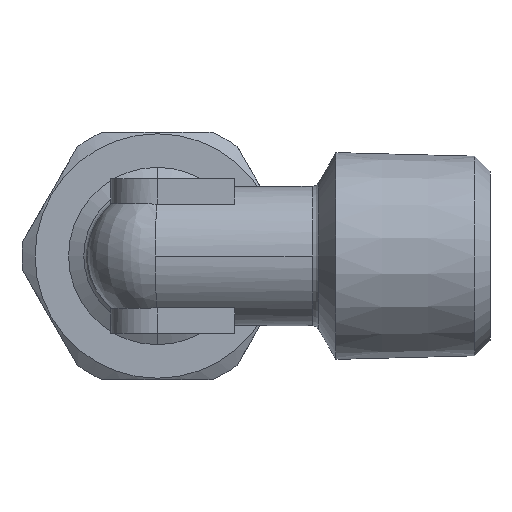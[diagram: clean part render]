
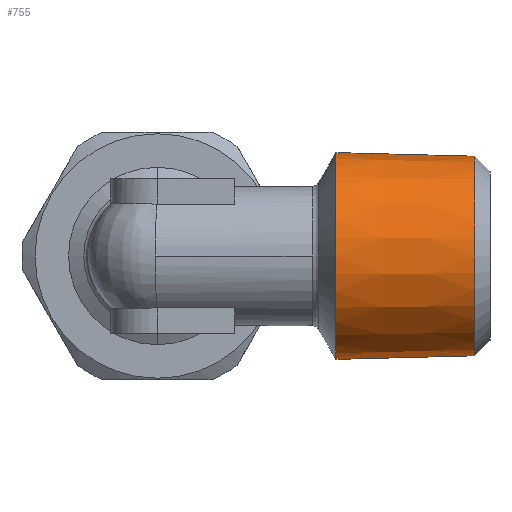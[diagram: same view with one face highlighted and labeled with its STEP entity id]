
A CAD part, left-side view. The second image highlights one B-rep face of the part: STEP entity #755.
In plain terms, the highlighted conical face has half-angle 1.47 degrees and reference radius 6.707 mm.
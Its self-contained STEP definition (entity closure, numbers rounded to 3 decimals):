
#447 = VERTEX_POINT ( 'NONE', #1620 ) ;
#448 = VERTEX_POINT ( 'NONE', #1624 ) ;
#462 = EDGE_CURVE ( 'NONE', #447, #465, #1689, .T. ) ;
#463 = VERTEX_POINT ( 'NONE', #1691 ) ;
#465 = VERTEX_POINT ( 'NONE', #1744 ) ;
#466 = EDGE_CURVE ( 'NONE', #448, #463, #1736, .T. ) ;
#549 = EDGE_CURVE ( 'NONE', #463, #465, #1916, .T. ) ;
#668 = EDGE_LOOP ( 'NONE', ( #728, #749, #752, #725 ) ) ;
#718 = EDGE_CURVE ( 'NONE', #448, #447, #2270, .T. ) ;
#725 = ORIENTED_EDGE ( 'NONE', *, *, #549, .T. ) ;
#728 = ORIENTED_EDGE ( 'NONE', *, *, #462, .F. ) ;
#749 = ORIENTED_EDGE ( 'NONE', *, *, #718, .F. ) ;
#752 = ORIENTED_EDGE ( 'NONE', *, *, #466, .T. ) ;
#755 = ADVANCED_FACE ( 'NONE', ( #2333 ), #2315, .T. ) ;
#1620 = CARTESIAN_POINT ( 'NONE',  ( 0., -20.5, -6.45 ) ) ;
#1624 = CARTESIAN_POINT ( 'NONE',  ( 0., -20.5, 6.45 ) ) ;
#1672 = DIRECTION ( 'NONE',  ( 0., 1., 0.026 ) ) ;
#1673 = VECTOR ( 'NONE', #1672, 1000. ) ;
#1674 = CARTESIAN_POINT ( 'NONE',  ( 0., -10.5, 6.707 ) ) ;
#1683 = DIRECTION ( 'NONE',  ( 0., 1., -0.026 ) ) ;
#1684 = VECTOR ( 'NONE', #1683, 1000. ) ;
#1685 = CARTESIAN_POINT ( 'NONE',  ( 0., -10.5, -6.707 ) ) ;
#1689 = LINE ( 'NONE', #1685, #1684 ) ;
#1691 = CARTESIAN_POINT ( 'NONE',  ( 0., -11.547, 6.68 ) ) ;
#1736 = LINE ( 'NONE', #1674, #1673 ) ;
#1744 = CARTESIAN_POINT ( 'NONE',  ( 0., -11.547, -6.68 ) ) ;
#1913 = DIRECTION ( 'NONE',  ( 0., 0., 1. ) ) ;
#1914 = DIRECTION ( 'NONE',  ( 0., -1., 0. ) ) ;
#1915 = AXIS2_PLACEMENT_3D ( 'NONE', #2004, #1914, #1913 ) ;
#1916 = CIRCLE ( 'NONE', #1915, 6.68 ) ;
#2004 = CARTESIAN_POINT ( 'NONE',  ( 0., -11.547, 0. ) ) ;
#2200 = AXIS2_PLACEMENT_3D ( 'NONE', #2313, #2309, #2308 ) ;
#2213 = AXIS2_PLACEMENT_3D ( 'NONE', #2247, #2267, #2338 ) ;
#2247 = CARTESIAN_POINT ( 'NONE',  ( 0., -20.5, 0. ) ) ;
#2267 = DIRECTION ( 'NONE',  ( 0., -1., 0. ) ) ;
#2270 = CIRCLE ( 'NONE', #2213, 6.45 ) ;
#2308 = DIRECTION ( 'NONE',  ( 0., 0., 1. ) ) ;
#2309 = DIRECTION ( 'NONE',  ( 0., 1., 0. ) ) ;
#2313 = CARTESIAN_POINT ( 'NONE',  ( 0., -10.5, 0. ) ) ;
#2315 = CONICAL_SURFACE ( 'NONE', #2200, 6.707, 0.026 ) ;
#2333 = FACE_OUTER_BOUND ( 'NONE', #668, .T. ) ;
#2338 = DIRECTION ( 'NONE',  ( 0., 0., -1. ) ) ;
